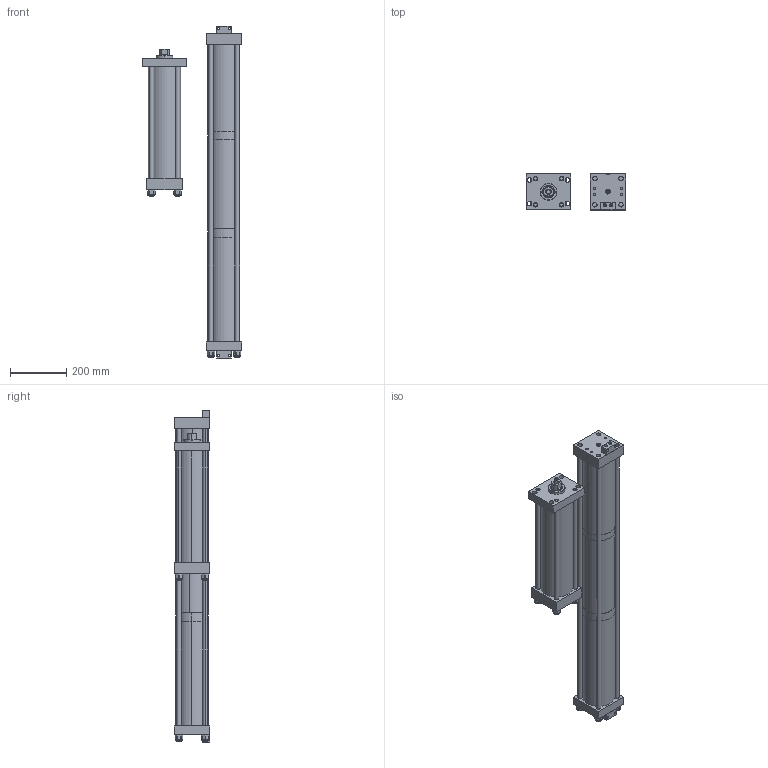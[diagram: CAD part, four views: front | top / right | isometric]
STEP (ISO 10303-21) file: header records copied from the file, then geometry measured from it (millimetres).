
FILE_DESCRIPTION (( 'STEP AP203' ), '1' );
FILE_NAME ('HPS-8-6.00-.75-FH.STEP', '2020-05-19T14:54:39', ( '' ), ( '' ), 'SwSTEP 2.0', 'SolidWorks 2018', '' );
FILE_SCHEMA (( 'CONFIG_CONTROL_DESIGN' ));
Length unit declared in the file: inch
Products named in the file (18): NLN .625.STEP; G0810.STEP; HPS-8-6.00-.75-FH.STEP; E0861_.75.STEP; E04BRK.STEP; F0403.STEP; ES0805_6.0.STEP; E0859.STEP; E0811_6.0.STEP; E0401_Work Rod.STEP; HPS-8-6.00-.75-FH; E0813.STEP; ES0814_.75.STEP; E0864.STEP; F0862.STEP; E0804.STEP; E0863_6.00-.75.STEP; E0860_6.0.STEP
Assembly tree (31 placements, depth 3):
  HPS-8-6.00-.75-FH
    HPS-8-6.00-.75-FH.STEP
      E04BRK.STEP  x2
      E0804.STEP
      E0859.STEP
      NLN .625.STEP  x8
      F0403.STEP
      G0810.STEP
      E0813.STEP
      F0862.STEP
      E0864.STEP
      E0401_Work Rod.STEP
      E0861_.75.STEP
      E0811_6.0.STEP
      E0863_6.00-.75.STEP  x4
      ES0814_.75.STEP
      ES0805_6.0.STEP
      E0860_6.0.STEP  x4
Bounding box: 354.62 x 127 x 1182.7 mm (x, y, z)
Volume: 7783883.3 mm3; surface area: 1764033.3 mm2
Topology: 31 solids, 31 shells, 587 faces, 1363 edges, 872 vertices
Faces by surface type: cylinder 306, plane 248, cone 29, bspline 4
Entity records: 14769 total; most frequent: CARTESIAN_POINT 3393, DIRECTION 2056, ORIENTED_EDGE 1734, EDGE_CURVE 867, AXIS2_PLACEMENT_3D 840, VERTEX_POINT 560, EDGE_LOOP 499, CIRCLE 434
